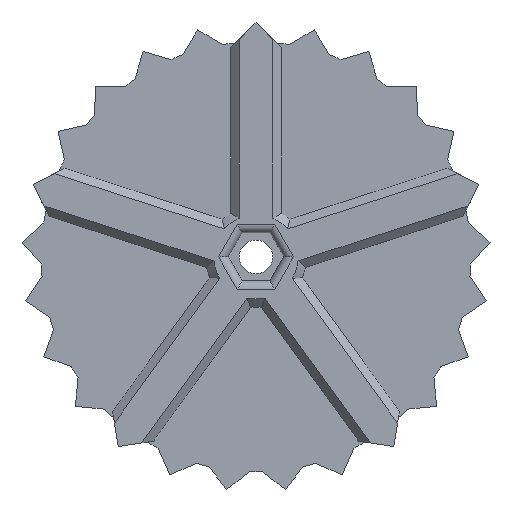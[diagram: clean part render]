
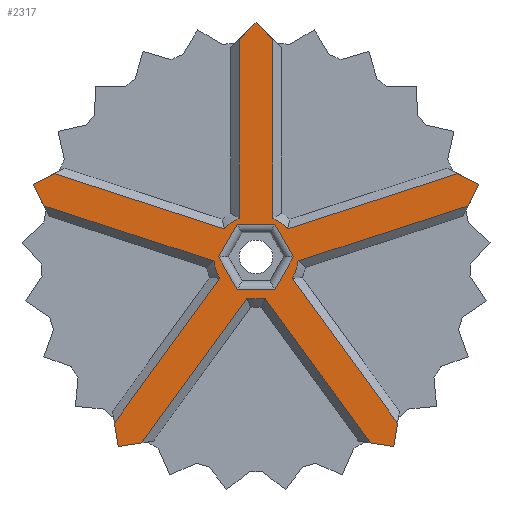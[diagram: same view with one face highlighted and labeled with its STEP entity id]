
A CAD part, front view. The second image highlights one B-rep face of the part: STEP entity #2317.
In plain terms, the highlighted planar face has unit normal (0, -1, 0).
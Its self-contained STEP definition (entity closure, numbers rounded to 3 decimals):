
#38=FACE_BOUND('',#258,.T.);
#43=PLANE('',#2486);
#129=FACE_OUTER_BOUND('',#257,.T.);
#257=EDGE_LOOP('',(#1667,#1668,#1669,#1670,#1671,#1672,#1673,#1674,#1675,
#1676,#1677,#1678,#1679,#1680,#1681,#1682,#1683,#1684,#1685,#1686,#1687,
#1688,#1689,#1690,#1691));
#258=EDGE_LOOP('',(#1692,#1693,#1694,#1695,#1696,#1697));
#437=LINE('',#3498,#707);
#438=LINE('',#3514,#708);
#441=LINE('',#3520,#711);
#442=LINE('',#3522,#712);
#443=LINE('',#3524,#713);
#444=LINE('',#3528,#714);
#445=LINE('',#3530,#715);
#446=LINE('',#3532,#716);
#447=LINE('',#3534,#717);
#448=LINE('',#3538,#718);
#449=LINE('',#3540,#719);
#450=LINE('',#3542,#720);
#451=LINE('',#3544,#721);
#452=LINE('',#3548,#722);
#453=LINE('',#3550,#723);
#454=LINE('',#3552,#724);
#455=LINE('',#3554,#725);
#456=LINE('',#3558,#726);
#457=LINE('',#3560,#727);
#458=LINE('',#3561,#728);
#459=LINE('',#3564,#729);
#460=LINE('',#3566,#730);
#461=LINE('',#3568,#731);
#462=LINE('',#3570,#732);
#463=LINE('',#3572,#733);
#464=LINE('',#3573,#734);
#707=VECTOR('',#2773,10.);
#708=VECTOR('',#2782,10.);
#711=VECTOR('',#2787,10.);
#712=VECTOR('',#2788,10.);
#713=VECTOR('',#2789,10.);
#714=VECTOR('',#2792,10.);
#715=VECTOR('',#2793,10.);
#716=VECTOR('',#2794,10.);
#717=VECTOR('',#2795,10.);
#718=VECTOR('',#2798,10.);
#719=VECTOR('',#2799,10.);
#720=VECTOR('',#2800,10.);
#721=VECTOR('',#2801,10.);
#722=VECTOR('',#2804,10.);
#723=VECTOR('',#2805,10.);
#724=VECTOR('',#2806,10.);
#725=VECTOR('',#2807,10.);
#726=VECTOR('',#2810,10.);
#727=VECTOR('',#2811,10.);
#728=VECTOR('',#2812,10.);
#729=VECTOR('',#2813,10.);
#730=VECTOR('',#2814,10.);
#731=VECTOR('',#2815,10.);
#732=VECTOR('',#2816,10.);
#733=VECTOR('',#2817,10.);
#734=VECTOR('',#2818,10.);
#946=CIRCLE('',#2484,5.);
#947=CIRCLE('',#2487,5.);
#948=CIRCLE('',#2488,5.);
#949=CIRCLE('',#2489,5.);
#950=CIRCLE('',#2490,5.);
#1070=VERTEX_POINT('',#3495);
#1071=VERTEX_POINT('',#3497);
#1073=VERTEX_POINT('',#3506);
#1074=VERTEX_POINT('',#3513);
#1076=VERTEX_POINT('',#3519);
#1077=VERTEX_POINT('',#3521);
#1078=VERTEX_POINT('',#3523);
#1079=VERTEX_POINT('',#3525);
#1080=VERTEX_POINT('',#3527);
#1081=VERTEX_POINT('',#3529);
#1082=VERTEX_POINT('',#3531);
#1083=VERTEX_POINT('',#3533);
#1084=VERTEX_POINT('',#3535);
#1085=VERTEX_POINT('',#3537);
#1086=VERTEX_POINT('',#3539);
#1087=VERTEX_POINT('',#3541);
#1088=VERTEX_POINT('',#3543);
#1089=VERTEX_POINT('',#3545);
#1090=VERTEX_POINT('',#3547);
#1091=VERTEX_POINT('',#3549);
#1092=VERTEX_POINT('',#3551);
#1093=VERTEX_POINT('',#3553);
#1094=VERTEX_POINT('',#3555);
#1095=VERTEX_POINT('',#3557);
#1096=VERTEX_POINT('',#3559);
#1097=VERTEX_POINT('',#3562);
#1098=VERTEX_POINT('',#3563);
#1099=VERTEX_POINT('',#3565);
#1100=VERTEX_POINT('',#3567);
#1101=VERTEX_POINT('',#3569);
#1102=VERTEX_POINT('',#3571);
#1301=EDGE_CURVE('',#1070,#1071,#437,.T.);
#1304=EDGE_CURVE('',#1071,#1073,#946,.T.);
#1306=EDGE_CURVE('',#1073,#1074,#438,.T.);
#1309=EDGE_CURVE('',#1070,#1076,#441,.T.);
#1310=EDGE_CURVE('',#1076,#1077,#442,.T.);
#1311=EDGE_CURVE('',#1078,#1077,#443,.T.);
#1312=EDGE_CURVE('',#1079,#1078,#947,.T.);
#1313=EDGE_CURVE('',#1080,#1079,#444,.T.);
#1314=EDGE_CURVE('',#1080,#1081,#445,.T.);
#1315=EDGE_CURVE('',#1081,#1082,#446,.T.);
#1316=EDGE_CURVE('',#1083,#1082,#447,.T.);
#1317=EDGE_CURVE('',#1084,#1083,#948,.T.);
#1318=EDGE_CURVE('',#1085,#1084,#448,.T.);
#1319=EDGE_CURVE('',#1085,#1086,#449,.T.);
#1320=EDGE_CURVE('',#1086,#1087,#450,.T.);
#1321=EDGE_CURVE('',#1088,#1087,#451,.T.);
#1322=EDGE_CURVE('',#1089,#1088,#949,.T.);
#1323=EDGE_CURVE('',#1090,#1089,#452,.T.);
#1324=EDGE_CURVE('',#1090,#1091,#453,.T.);
#1325=EDGE_CURVE('',#1091,#1092,#454,.T.);
#1326=EDGE_CURVE('',#1093,#1092,#455,.T.);
#1327=EDGE_CURVE('',#1094,#1093,#950,.T.);
#1328=EDGE_CURVE('',#1095,#1094,#456,.T.);
#1329=EDGE_CURVE('',#1095,#1096,#457,.T.);
#1330=EDGE_CURVE('',#1096,#1074,#458,.T.);
#1331=EDGE_CURVE('',#1097,#1098,#459,.T.);
#1332=EDGE_CURVE('',#1099,#1097,#460,.T.);
#1333=EDGE_CURVE('',#1100,#1099,#461,.T.);
#1334=EDGE_CURVE('',#1101,#1100,#462,.T.);
#1335=EDGE_CURVE('',#1102,#1101,#463,.T.);
#1336=EDGE_CURVE('',#1098,#1102,#464,.T.);
#1667=ORIENTED_EDGE('',*,*,#1306,.F.);
#1668=ORIENTED_EDGE('',*,*,#1304,.F.);
#1669=ORIENTED_EDGE('',*,*,#1301,.F.);
#1670=ORIENTED_EDGE('',*,*,#1309,.T.);
#1671=ORIENTED_EDGE('',*,*,#1310,.T.);
#1672=ORIENTED_EDGE('',*,*,#1311,.F.);
#1673=ORIENTED_EDGE('',*,*,#1312,.F.);
#1674=ORIENTED_EDGE('',*,*,#1313,.F.);
#1675=ORIENTED_EDGE('',*,*,#1314,.T.);
#1676=ORIENTED_EDGE('',*,*,#1315,.T.);
#1677=ORIENTED_EDGE('',*,*,#1316,.F.);
#1678=ORIENTED_EDGE('',*,*,#1317,.F.);
#1679=ORIENTED_EDGE('',*,*,#1318,.F.);
#1680=ORIENTED_EDGE('',*,*,#1319,.T.);
#1681=ORIENTED_EDGE('',*,*,#1320,.T.);
#1682=ORIENTED_EDGE('',*,*,#1321,.F.);
#1683=ORIENTED_EDGE('',*,*,#1322,.F.);
#1684=ORIENTED_EDGE('',*,*,#1323,.F.);
#1685=ORIENTED_EDGE('',*,*,#1324,.T.);
#1686=ORIENTED_EDGE('',*,*,#1325,.T.);
#1687=ORIENTED_EDGE('',*,*,#1326,.F.);
#1688=ORIENTED_EDGE('',*,*,#1327,.F.);
#1689=ORIENTED_EDGE('',*,*,#1328,.F.);
#1690=ORIENTED_EDGE('',*,*,#1329,.T.);
#1691=ORIENTED_EDGE('',*,*,#1330,.T.);
#1692=ORIENTED_EDGE('',*,*,#1331,.F.);
#1693=ORIENTED_EDGE('',*,*,#1332,.F.);
#1694=ORIENTED_EDGE('',*,*,#1333,.F.);
#1695=ORIENTED_EDGE('',*,*,#1334,.F.);
#1696=ORIENTED_EDGE('',*,*,#1335,.F.);
#1697=ORIENTED_EDGE('',*,*,#1336,.F.);
#2317=ADVANCED_FACE('',(#129,#38),#43,.F.);
#2484=AXIS2_PLACEMENT_3D('',#3507,#2778,#2779);
#2486=AXIS2_PLACEMENT_3D('',#3518,#2785,#2786);
#2487=AXIS2_PLACEMENT_3D('',#3526,#2790,#2791);
#2488=AXIS2_PLACEMENT_3D('',#3536,#2796,#2797);
#2489=AXIS2_PLACEMENT_3D('',#3546,#2802,#2803);
#2490=AXIS2_PLACEMENT_3D('',#3556,#2808,#2809);
#2773=DIRECTION('',(-0.588,0.,0.809));
#2778=DIRECTION('center_axis',(0.,1.,0.));
#2779=DIRECTION('ref_axis',(1.,0.,0.));
#2782=DIRECTION('',(-0.588,0.,-0.809));
#2785=DIRECTION('center_axis',(0.,1.,0.));
#2786=DIRECTION('ref_axis',(1.,0.,0.));
#2787=DIRECTION('',(0.988,0.,-0.156));
#2788=DIRECTION('',(0.156,0.,0.988));
#2789=DIRECTION('',(0.588,0.,-0.809));
#2790=DIRECTION('center_axis',(0.,1.,0.));
#2791=DIRECTION('ref_axis',(1.,0.,0.));
#2792=DIRECTION('',(-0.951,0.,-0.309));
#2793=DIRECTION('',(0.454,0.,0.891));
#2794=DIRECTION('',(-0.891,0.,0.454));
#2795=DIRECTION('',(0.951,0.,0.309));
#2796=DIRECTION('center_axis',(0.,1.,0.));
#2797=DIRECTION('ref_axis',(1.,0.,0.));
#2798=DIRECTION('',(0.,0.,-1.));
#2799=DIRECTION('',(-0.707,0.,0.707));
#2800=DIRECTION('',(-0.707,0.,-0.707));
#2801=DIRECTION('',(0.,0.,1.));
#2802=DIRECTION('center_axis',(0.,1.,0.));
#2803=DIRECTION('ref_axis',(-1.,0.,0.));
#2804=DIRECTION('',(0.951,0.,-0.309));
#2805=DIRECTION('',(-0.891,0.,-0.454));
#2806=DIRECTION('',(0.454,0.,-0.891));
#2807=DIRECTION('',(-0.951,0.,0.309));
#2808=DIRECTION('center_axis',(0.,1.,0.));
#2809=DIRECTION('ref_axis',(-1.,0.,0.));
#2810=DIRECTION('',(0.588,0.,0.809));
#2811=DIRECTION('',(0.156,0.,-0.988));
#2812=DIRECTION('',(0.988,0.,0.156));
#2813=DIRECTION('',(1.,0.,0.));
#2814=DIRECTION('',(0.5,0.,-0.866));
#2815=DIRECTION('',(-0.5,0.,-0.866));
#2816=DIRECTION('',(-1.,0.,0.));
#2817=DIRECTION('',(-0.5,0.,0.866));
#2818=DIRECTION('',(0.5,0.,0.866));
#3495=CARTESIAN_POINT('',(88.558,-2.,2.936));
#3497=CARTESIAN_POINT('',(76.076,-2.,20.117));
#3498=CARTESIAN_POINT('',(74.883,-2.,21.758));
#3506=CARTESIAN_POINT('',(73.924,-2.,20.117));
#3507=CARTESIAN_POINT('Origin',(75.,-2.,25.));
#3513=CARTESIAN_POINT('',(61.442,-2.,2.936));
#3514=CARTESIAN_POINT('',(69.35,-2.,13.821));
#3518=CARTESIAN_POINT('Origin',(75.,-2.,25.11));
#3519=CARTESIAN_POINT('',(91.352,-2.,2.494));
#3520=CARTESIAN_POINT('',(91.352,-2.,2.494));
#3521=CARTESIAN_POINT('',(91.794,-2.,5.287));
#3522=CARTESIAN_POINT('',(91.352,-2.,2.494));
#3523=CARTESIAN_POINT('',(79.312,-2.,22.468));
#3524=CARTESIAN_POINT('',(83.886,-2.,16.172));
#3525=CARTESIAN_POINT('',(79.976,-2.,24.514));
#3526=CARTESIAN_POINT('Origin',(75.,-2.,25.));
#3527=CARTESIAN_POINT('',(100.174,-2.,31.077));
#3528=CARTESIAN_POINT('',(78.105,-2.,23.906));
#3529=CARTESIAN_POINT('',(101.458,-2.,33.597));
#3530=CARTESIAN_POINT('',(101.458,-2.,33.597));
#3531=CARTESIAN_POINT('',(98.938,-2.,34.881));
#3532=CARTESIAN_POINT('',(101.458,-2.,33.597));
#3533=CARTESIAN_POINT('',(78.74,-2.,28.318));
#3534=CARTESIAN_POINT('',(86.2,-2.,30.742));
#3535=CARTESIAN_POINT('',(77.,-2.,29.583));
#3536=CARTESIAN_POINT('Origin',(75.,-2.,25.));
#3537=CARTESIAN_POINT('',(77.,-2.,50.819));
#3538=CARTESIAN_POINT('',(77.,-2.,27.653));
#3539=CARTESIAN_POINT('',(75.,-2.,52.819));
#3540=CARTESIAN_POINT('',(75.,-2.,52.819));
#3541=CARTESIAN_POINT('',(73.,-2.,50.82));
#3542=CARTESIAN_POINT('',(75.,-2.,52.819));
#3543=CARTESIAN_POINT('',(73.,-2.,29.583));
#3544=CARTESIAN_POINT('',(73.,-2.,37.465));
#3545=CARTESIAN_POINT('',(71.26,-2.,28.318));
#3546=CARTESIAN_POINT('Origin',(75.,-2.,25.));
#3547=CARTESIAN_POINT('',(51.062,-2.,34.881));
#3548=CARTESIAN_POINT('',(73.131,-2.,27.71));
#3549=CARTESIAN_POINT('',(48.542,-2.,33.597));
#3550=CARTESIAN_POINT('',(48.542,-2.,33.597));
#3551=CARTESIAN_POINT('',(49.826,-2.,31.077));
#3552=CARTESIAN_POINT('',(48.542,-2.,33.597));
#3553=CARTESIAN_POINT('',(70.024,-2.,24.514));
#3554=CARTESIAN_POINT('',(62.563,-2.,26.938));
#3555=CARTESIAN_POINT('',(70.688,-2.,22.468));
#3556=CARTESIAN_POINT('Origin',(75.,-2.,25.));
#3557=CARTESIAN_POINT('',(58.206,-2.,5.287));
#3558=CARTESIAN_POINT('',(71.881,-2.,24.11));
#3559=CARTESIAN_POINT('',(58.648,-2.,2.494));
#3560=CARTESIAN_POINT('',(58.648,-2.,2.494));
#3561=CARTESIAN_POINT('',(58.648,-2.,2.494));
#3562=CARTESIAN_POINT('',(72.777,-2.,21.15));
#3563=CARTESIAN_POINT('',(77.223,-2.,21.15));
#3564=CARTESIAN_POINT('',(75.823,-2.,21.15));
#3565=CARTESIAN_POINT('',(70.554,-2.,25.));
#3566=CARTESIAN_POINT('',(72.053,-2.,22.404));
#3567=CARTESIAN_POINT('',(72.777,-2.,28.85));
#3568=CARTESIAN_POINT('',(71.278,-2.,26.254));
#3569=CARTESIAN_POINT('',(77.223,-2.,28.85));
#3570=CARTESIAN_POINT('',(74.177,-2.,28.85));
#3571=CARTESIAN_POINT('',(79.446,-2.,25.));
#3572=CARTESIAN_POINT('',(77.899,-2.,27.679));
#3573=CARTESIAN_POINT('',(78.769,-2.,23.829));
